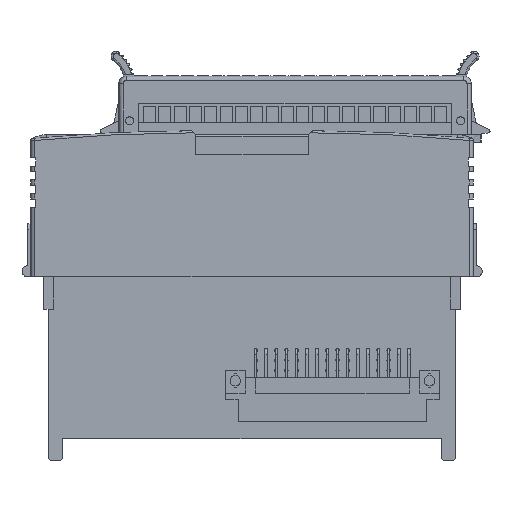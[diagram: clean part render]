
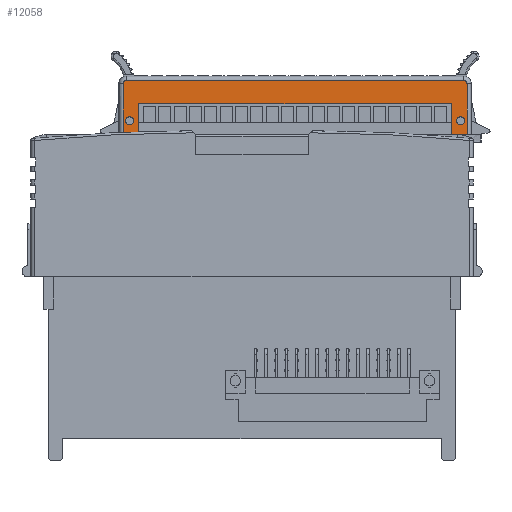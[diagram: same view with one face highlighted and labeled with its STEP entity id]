
A CAD part, left-side view. The second image highlights one B-rep face of the part: STEP entity #12058.
In plain terms, the highlighted face is planar.
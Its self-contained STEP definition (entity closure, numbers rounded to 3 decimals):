
#1866 = CARTESIAN_POINT ( 'NONE',  ( 4.675, 97.8, 0.163 ) ) ;
#1900 = EDGE_CURVE ( 'NONE', #2613, #3595, #66125, .T. ) ;
#2613 = VERTEX_POINT ( 'NONE', #69828 ) ;
#3588 = CARTESIAN_POINT ( 'NONE',  ( 4.675, 100.05, 3.5 ) ) ;
#3595 = VERTEX_POINT ( 'NONE', #69719 ) ;
#4656 = EDGE_CURVE ( 'NONE', #76370, #59138, #16679, .T. ) ;
#4926 = AXIS2_PLACEMENT_3D ( 'NONE', #51460, #7826, #58790 ) ;
#4972 = EDGE_CURVE ( 'NONE', #75446, #92471, #28023, .T. ) ;
#5289 = CARTESIAN_POINT ( 'NONE',  ( 4.675, 101.671, 12.7 ) ) ;
#5598 = CARTESIAN_POINT ( 'NONE',  ( 4.675, 20., 0.163 ) ) ;
#5687 = VECTOR ( 'NONE', #60369, 1000. ) ;
#6551 = VERTEX_POINT ( 'NONE', #21731 ) ;
#6587 = EDGE_CURVE ( 'NONE', #59092, #62627, #28877, .T. ) ;
#6620 = ORIENTED_EDGE ( 'NONE', *, *, #80630, .T. ) ;
#7165 = LINE ( 'NONE', #75887, #43632 ) ;
#7826 = DIRECTION ( 'NONE',  ( -1., 0., 0. ) ) ;
#8569 = ORIENTED_EDGE ( 'NONE', *, *, #87098, .T. ) ;
#9439 = CARTESIAN_POINT ( 'NONE',  ( 4.675, 98.8, 13.571 ) ) ;
#10567 = DIRECTION ( 'NONE',  ( -1., 0., 0. ) ) ;
#10697 = CARTESIAN_POINT ( 'NONE',  ( 4.675, 17.75, 2.5 ) ) ;
#10721 = FACE_BOUND ( 'NONE', #94577, .T. ) ;
#10907 = DIRECTION ( 'NONE',  ( 0., 0., 1. ) ) ;
#12058 = ADVANCED_FACE ( 'NONE', ( #47206, #27799, #10721 ), #25513, .T. ) ;
#13051 = ORIENTED_EDGE ( 'NONE', *, *, #58602, .F. ) ;
#13669 = ORIENTED_EDGE ( 'NONE', *, *, #4656, .T. ) ;
#15027 = DIRECTION ( 'NONE',  ( 0., 0., 1. ) ) ;
#15083 = AXIS2_PLACEMENT_3D ( 'NONE', #66127, #22494, #73484 ) ;
#16623 = DIRECTION ( 'NONE',  ( 0., 1., 0. ) ) ;
#16679 = CIRCLE ( 'NONE', #45590, 1. ) ;
#17812 = CARTESIAN_POINT ( 'NONE',  ( 4.675, 17.75, 4.5 ) ) ;
#18157 = VERTEX_POINT ( 'NONE', #10697 ) ;
#19116 = VECTOR ( 'NONE', #33014, 1000. ) ;
#21731 = CARTESIAN_POINT ( 'NONE',  ( 4.675, 16.129, 0.163 ) ) ;
#22365 = CARTESIAN_POINT ( 'NONE',  ( 4.675, 101.671, 7.7 ) ) ;
#22494 = DIRECTION ( 'NONE',  ( -1., 0., 0. ) ) ;
#25513 = PLANE ( 'NONE',  #50787 ) ;
#25711 = CARTESIAN_POINT ( 'NONE',  ( 4.675, 16.129, 7.7 ) ) ;
#26354 = AXIS2_PLACEMENT_3D ( 'NONE', #73491, #29848, #80902 ) ;
#27059 = DIRECTION ( 'NONE',  ( 0., 0., -1. ) ) ;
#27308 = VERTEX_POINT ( 'NONE', #17812 ) ;
#27799 = FACE_BOUND ( 'NONE', #34312, .T. ) ;
#28023 = LINE ( 'NONE', #88049, #64463 ) ;
#28877 = LINE ( 'NONE', #22365, #82523 ) ;
#29580 = EDGE_CURVE ( 'NONE', #64727, #92471, #55667, .T. ) ;
#29848 = DIRECTION ( 'NONE',  ( -1., 0., 0. ) ) ;
#29958 = LINE ( 'NONE', #60257, #88171 ) ;
#30431 = DIRECTION ( 'NONE',  ( -1., 0., 0. ) ) ;
#32754 = CARTESIAN_POINT ( 'NONE',  ( 4.675, 100.05, 2.5 ) ) ;
#32810 = CARTESIAN_POINT ( 'NONE',  ( 4.675, 98.8, 7.7 ) ) ;
#32818 = AXIS2_PLACEMENT_3D ( 'NONE', #54186, #10567, #61504 ) ;
#33003 = EDGE_CURVE ( 'NONE', #64727, #75860, #64680, .T. ) ;
#33014 = DIRECTION ( 'NONE',  ( 0., 0., -1. ) ) ;
#33387 = ORIENTED_EDGE ( 'NONE', *, *, #6587, .T. ) ;
#33511 = CARTESIAN_POINT ( 'NONE',  ( 4.675, 100.05, 4.5 ) ) ;
#33980 = VECTOR ( 'NONE', #36246, 1000. ) ;
#34036 = CARTESIAN_POINT ( 'NONE',  ( 4.675, 20., 2.95 ) ) ;
#34312 = EDGE_LOOP ( 'NONE', ( #13669, #90843 ) ) ;
#35708 = EDGE_CURVE ( 'NONE', #90522, #3595, #58630, .T. ) ;
#36246 = DIRECTION ( 'NONE',  ( 0., 1., 0. ) ) ;
#36539 = EDGE_CURVE ( 'NONE', #59092, #75446, #7165, .T. ) ;
#36954 = DIRECTION ( 'NONE',  ( 0., 0., 1. ) ) ;
#37607 = ORIENTED_EDGE ( 'NONE', *, *, #36539, .F. ) ;
#38184 = CIRCLE ( 'NONE', #32818, 0.871 ) ;
#38478 = LINE ( 'NONE', #25711, #19116 ) ;
#41867 = EDGE_CURVE ( 'NONE', #59138, #76370, #67748, .T. ) ;
#43045 = VECTOR ( 'NONE', #27059, 1000. ) ;
#43632 = VECTOR ( 'NONE', #68535, 1000. ) ;
#43823 = EDGE_LOOP ( 'NONE', ( #81829, #91376, #47724, #70839, #66956, #69463, #37607, #33387, #13051, #54455 ) ) ;
#45590 = AXIS2_PLACEMENT_3D ( 'NONE', #3588, #54528, #10907 ) ;
#47206 = FACE_OUTER_BOUND ( 'NONE', #43823, .T. ) ;
#47507 = DIRECTION ( 'NONE',  ( 0., 0., -1. ) ) ;
#47724 = ORIENTED_EDGE ( 'NONE', *, *, #71674, .T. ) ;
#49349 = AXIS2_PLACEMENT_3D ( 'NONE', #74089, #30431, #81483 ) ;
#50787 = AXIS2_PLACEMENT_3D ( 'NONE', #32810, #91219, #47507 ) ;
#51460 = CARTESIAN_POINT ( 'NONE',  ( 4.675, 17., 12.7 ) ) ;
#53977 = CARTESIAN_POINT ( 'NONE',  ( 4.675, 97.8, 7.7 ) ) ;
#54106 = CARTESIAN_POINT ( 'NONE',  ( 4.675, 101.671, 0.163 ) ) ;
#54186 = CARTESIAN_POINT ( 'NONE',  ( 4.675, 100.8, 12.7 ) ) ;
#54455 = ORIENTED_EDGE ( 'NONE', *, *, #1900, .T. ) ;
#54528 = DIRECTION ( 'NONE',  ( -1., 0., 0. ) ) ;
#55667 = LINE ( 'NONE', #94647, #33980 ) ;
#58602 = EDGE_CURVE ( 'NONE', #2613, #62627, #38184, .T. ) ;
#58630 = CIRCLE ( 'NONE', #4926, 0.871 ) ;
#58790 = DIRECTION ( 'NONE',  ( 0., 0., -1. ) ) ;
#59092 = VERTEX_POINT ( 'NONE', #54106 ) ;
#59138 = VERTEX_POINT ( 'NONE', #32754 ) ;
#60257 = CARTESIAN_POINT ( 'NONE',  ( 4.675, 98.8, 0.163 ) ) ;
#60369 = DIRECTION ( 'NONE',  ( 0., -1., 0. ) ) ;
#61504 = DIRECTION ( 'NONE',  ( 0., 0., -1. ) ) ;
#62627 = VERTEX_POINT ( 'NONE', #5289 ) ;
#64463 = VECTOR ( 'NONE', #36954, 1000. ) ;
#64680 = LINE ( 'NONE', #34036, #43045 ) ;
#64727 = VERTEX_POINT ( 'NONE', #85232 ) ;
#66125 = LINE ( 'NONE', #9439, #5687 ) ;
#66127 = CARTESIAN_POINT ( 'NONE',  ( 4.675, 100.05, 3.5 ) ) ;
#66956 = ORIENTED_EDGE ( 'NONE', *, *, #29580, .T. ) ;
#67748 = CIRCLE ( 'NONE', #15083, 1. ) ;
#68535 = DIRECTION ( 'NONE',  ( 0., -1., 0. ) ) ;
#69463 = ORIENTED_EDGE ( 'NONE', *, *, #4972, .F. ) ;
#69719 = CARTESIAN_POINT ( 'NONE',  ( 4.675, 17., 13.571 ) ) ;
#69828 = CARTESIAN_POINT ( 'NONE',  ( 4.675, 100.8, 13.571 ) ) ;
#70839 = ORIENTED_EDGE ( 'NONE', *, *, #33003, .F. ) ;
#71674 = EDGE_CURVE ( 'NONE', #6551, #75860, #29958, .T. ) ;
#73484 = DIRECTION ( 'NONE',  ( 0., 0., 1. ) ) ;
#73491 = CARTESIAN_POINT ( 'NONE',  ( 4.675, 17.75, 3.5 ) ) ;
#74089 = CARTESIAN_POINT ( 'NONE',  ( 4.675, 17.75, 3.5 ) ) ;
#75446 = VERTEX_POINT ( 'NONE', #1866 ) ;
#75860 = VERTEX_POINT ( 'NONE', #5598 ) ;
#75887 = CARTESIAN_POINT ( 'NONE',  ( 4.675, 98.8, 0.163 ) ) ;
#76370 = VERTEX_POINT ( 'NONE', #33511 ) ;
#79719 = CARTESIAN_POINT ( 'NONE',  ( 4.675, 16.129, 12.7 ) ) ;
#80599 = CIRCLE ( 'NONE', #26354, 1. ) ;
#80630 = EDGE_CURVE ( 'NONE', #27308, #18157, #80599, .T. ) ;
#80902 = DIRECTION ( 'NONE',  ( 0., 0., 1. ) ) ;
#81483 = DIRECTION ( 'NONE',  ( 0., 0., 1. ) ) ;
#81829 = ORIENTED_EDGE ( 'NONE', *, *, #35708, .F. ) ;
#81847 = CIRCLE ( 'NONE', #49349, 1. ) ;
#82523 = VECTOR ( 'NONE', #15027, 1000. ) ;
#85232 = CARTESIAN_POINT ( 'NONE',  ( 4.675, 20., 7.7 ) ) ;
#86750 = EDGE_CURVE ( 'NONE', #90522, #6551, #38478, .T. ) ;
#87098 = EDGE_CURVE ( 'NONE', #18157, #27308, #81847, .T. ) ;
#88049 = CARTESIAN_POINT ( 'NONE',  ( 4.675, 97.8, 2.95 ) ) ;
#88171 = VECTOR ( 'NONE', #16623, 1000. ) ;
#90522 = VERTEX_POINT ( 'NONE', #79719 ) ;
#90843 = ORIENTED_EDGE ( 'NONE', *, *, #41867, .T. ) ;
#91219 = DIRECTION ( 'NONE',  ( 1., 0., 0. ) ) ;
#91376 = ORIENTED_EDGE ( 'NONE', *, *, #86750, .T. ) ;
#92471 = VERTEX_POINT ( 'NONE', #53977 ) ;
#94577 = EDGE_LOOP ( 'NONE', ( #6620, #8569 ) ) ;
#94647 = CARTESIAN_POINT ( 'NONE',  ( 4.675, 98.8, 7.7 ) ) ;
